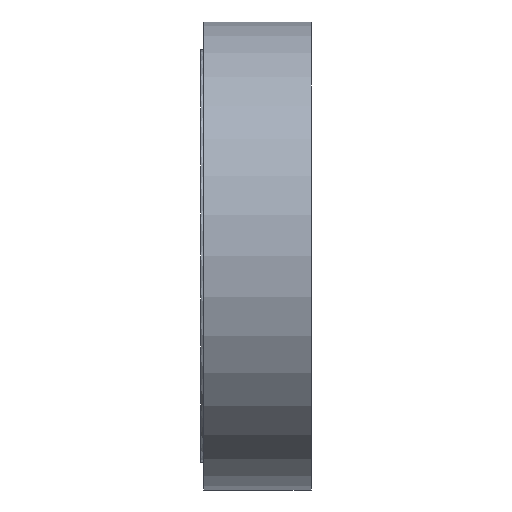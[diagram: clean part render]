
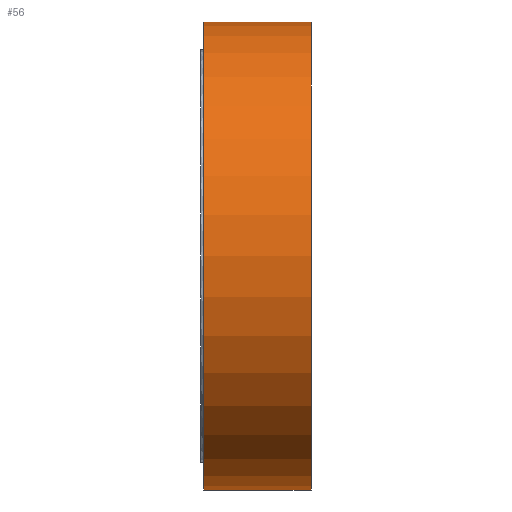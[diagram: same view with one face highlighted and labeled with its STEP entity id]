
A CAD part, left-side view. The second image highlights one B-rep face of the part: STEP entity #56.
In plain terms, the highlighted cylindrical face has radius 85 mm (diameter 170 mm), a partial arc.
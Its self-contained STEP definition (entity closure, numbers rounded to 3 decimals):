
#1 = ORIENTED_EDGE ( 'NONE', *, *, #108, .F. ) ;
#4 = VERTEX_POINT ( 'NONE', #453 ) ;
#25 = DIRECTION ( 'NONE',  ( 0., 1., 0. ) ) ;
#56 = ADVANCED_FACE ( 'NONE', ( #528 ), #538, .T. ) ;
#88 = EDGE_CURVE ( 'NONE', #4, #300, #210, .T. ) ;
#108 = EDGE_CURVE ( 'NONE', #394, #300, #550, .T. ) ;
#112 = CARTESIAN_POINT ( 'NONE',  ( 0., 40., 85. ) ) ;
#135 = CARTESIAN_POINT ( 'NONE',  ( 0., 40., 0. ) ) ;
#140 = CARTESIAN_POINT ( 'NONE',  ( 0., 0., 85. ) ) ;
#143 = ORIENTED_EDGE ( 'NONE', *, *, #88, .T. ) ;
#146 = AXIS2_PLACEMENT_3D ( 'NONE', #286, #25, #293 ) ;
#162 = DIRECTION ( 'NONE',  ( 0., 0., 1. ) ) ;
#178 = VERTEX_POINT ( 'NONE', #413 ) ;
#182 = ORIENTED_EDGE ( 'NONE', *, *, #226, .T. ) ;
#199 = LINE ( 'NONE', #371, #366 ) ;
#210 = CIRCLE ( 'NONE', #302, 85. ) ;
#214 = EDGE_CURVE ( 'NONE', #178, #394, #284, .T. ) ;
#226 = EDGE_CURVE ( 'NONE', #178, #4, #199, .T. ) ;
#244 = DIRECTION ( 'NONE',  ( 0., -1., 0. ) ) ;
#248 = EDGE_LOOP ( 'NONE', ( #1, #396, #182, #143 ) ) ;
#284 = CIRCLE ( 'NONE', #146, 85. ) ;
#286 = CARTESIAN_POINT ( 'NONE',  ( 0., 39., 0. ) ) ;
#293 = DIRECTION ( 'NONE',  ( 0., 0., 1. ) ) ;
#300 = VERTEX_POINT ( 'NONE', #140 ) ;
#302 = AXIS2_PLACEMENT_3D ( 'NONE', #542, #336, #162 ) ;
#311 = DIRECTION ( 'NONE',  ( 0., 0., -1. ) ) ;
#314 = DIRECTION ( 'NONE',  ( 0., -1., 0. ) ) ;
#329 = DIRECTION ( 'NONE',  ( 0., -1., 0. ) ) ;
#336 = DIRECTION ( 'NONE',  ( 0., 1., 0. ) ) ;
#354 = CARTESIAN_POINT ( 'NONE',  ( 0., 39., 85. ) ) ;
#366 = VECTOR ( 'NONE', #329, 1000. ) ;
#371 = CARTESIAN_POINT ( 'NONE',  ( 0., 40., -85. ) ) ;
#394 = VERTEX_POINT ( 'NONE', #354 ) ;
#396 = ORIENTED_EDGE ( 'NONE', *, *, #214, .F. ) ;
#413 = CARTESIAN_POINT ( 'NONE',  ( 0., 39., -85. ) ) ;
#448 = VECTOR ( 'NONE', #244, 1000. ) ;
#453 = CARTESIAN_POINT ( 'NONE',  ( 0., 0., -85. ) ) ;
#494 = AXIS2_PLACEMENT_3D ( 'NONE', #135, #314, #311 ) ;
#528 = FACE_OUTER_BOUND ( 'NONE', #248, .T. ) ;
#538 = CYLINDRICAL_SURFACE ( 'NONE', #494, 85. ) ;
#542 = CARTESIAN_POINT ( 'NONE',  ( 0., 0., 0. ) ) ;
#550 = LINE ( 'NONE', #112, #448 ) ;
